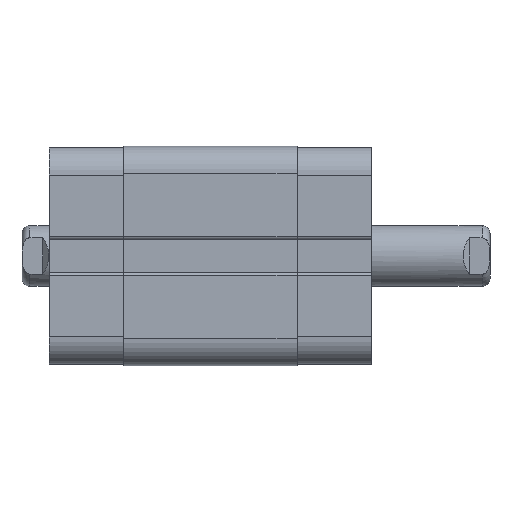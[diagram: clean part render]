
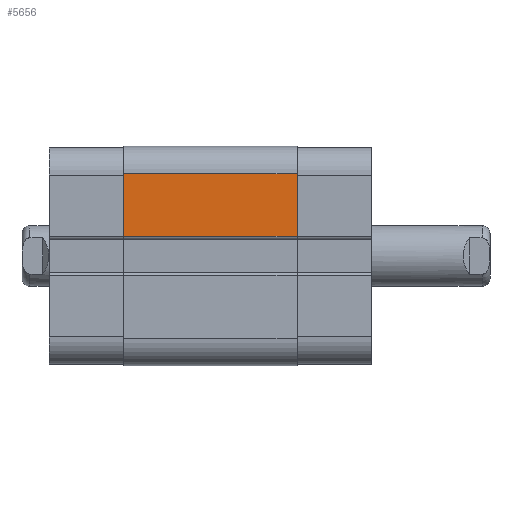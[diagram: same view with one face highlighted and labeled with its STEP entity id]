
A CAD part, left-side view. The second image highlights one B-rep face of the part: STEP entity #5656.
In plain terms, the highlighted planar face has unit normal (-1, 0, 0).
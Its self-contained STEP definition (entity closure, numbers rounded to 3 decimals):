
#4035=CARTESIAN_POINT('',(-18.05,14.25,3.25));
#4036=VERTEX_POINT('',#4035);
#4044=CARTESIAN_POINT('',(-18.05,14.25,13.55));
#4045=VERTEX_POINT('',#4044);
#4046=CARTESIAN_POINT('',(-18.05,14.25,13.55));
#4047=DIRECTION('',(0.0,0.0,-1.0));
#4048=VECTOR('',#4047,10.3);
#4049=LINE('',#4046,#4048);
#4050=EDGE_CURVE('',#4045,#4036,#4049,.T.);
#5140=CARTESIAN_POINT('',(-18.05,-14.25,13.55));
#5141=VERTEX_POINT('',#5140);
#5149=CARTESIAN_POINT('',(-18.05,-14.25,3.25));
#5150=VERTEX_POINT('',#5149);
#5151=CARTESIAN_POINT('',(-18.05,-14.25,3.25));
#5152=DIRECTION('',(0.0,0.0,1.0));
#5153=VECTOR('',#5152,10.3);
#5154=LINE('',#5151,#5153);
#5155=EDGE_CURVE('',#5150,#5141,#5154,.T.);
#5629=CARTESIAN_POINT('',(-18.05,-14.25,13.55));
#5630=DIRECTION('',(0.0,1.0,0.0));
#5631=VECTOR('',#5630,28.5);
#5632=LINE('',#5629,#5631);
#5633=EDGE_CURVE('',#5141,#4045,#5632,.T.);
#5640=CARTESIAN_POINT('',(-18.05,0.0,13.55));
#5641=DIRECTION('',(-1.0,0.0,0.0));
#5642=DIRECTION('',(0.0,0.0,1.0));
#5643=AXIS2_PLACEMENT_3D('',#5640,#5641,#5642);
#5644=PLANE('',#5643);
#5645=ORIENTED_EDGE('',*,*,#4050,.T.);
#5646=CARTESIAN_POINT('',(-18.05,-14.25,3.25));
#5647=DIRECTION('',(0.0,1.0,0.0));
#5648=VECTOR('',#5647,28.5);
#5649=LINE('',#5646,#5648);
#5650=EDGE_CURVE('',#5150,#4036,#5649,.T.);
#5651=ORIENTED_EDGE('',*,*,#5650,.F.);
#5652=ORIENTED_EDGE('',*,*,#5155,.T.);
#5653=ORIENTED_EDGE('',*,*,#5633,.T.);
#5654=EDGE_LOOP('',(#5645,#5651,#5652,#5653));
#5655=FACE_OUTER_BOUND('',#5654,.T.);
#5656=ADVANCED_FACE('',(#5655),#5644,.T.);
